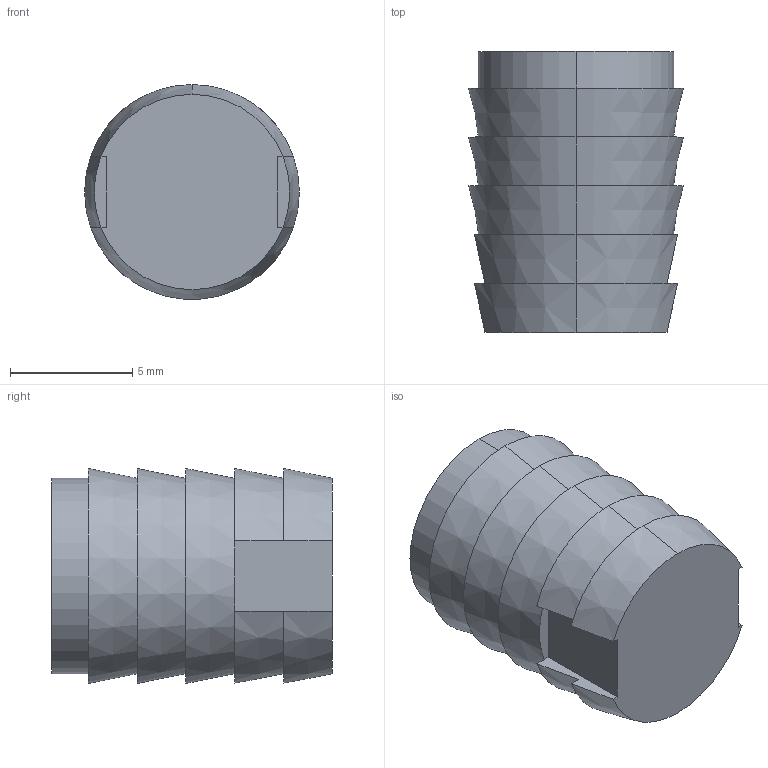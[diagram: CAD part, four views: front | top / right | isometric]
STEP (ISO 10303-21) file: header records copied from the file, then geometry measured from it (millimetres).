
FILE_DESCRIPTION (( 'STEP AP214' ), '1' );
FILE_NAME ('F002535_3D.step', '2022-11-21T18:15:21', ( '' ), ( '' ), 'SwSTEP 2.0', 'SolidWorks 2020', '' );
FILE_SCHEMA (( 'AUTOMOTIVE_DESIGN' ));
Length unit declared in the file: millimetre
Products named in the file (1): F002535_3D
Bounding box: 8.8 x 11.5 x 8.8 mm (x, y, z)
Volume: 420.3 mm3; surface area: 602.8 mm2
Topology: 1 solids, 1 shells, 36 faces, 84 edges, 54 vertices
Faces by surface type: plane 18, cone 14, cylinder 4
Entity records: 1080 total; most frequent: CARTESIAN_POINT 199, DIRECTION 188, ORIENTED_EDGE 168, EDGE_CURVE 84, AXIS2_PLACEMENT_3D 75, VERTEX_POINT 54, EDGE_LOOP 40, VECTOR 38
